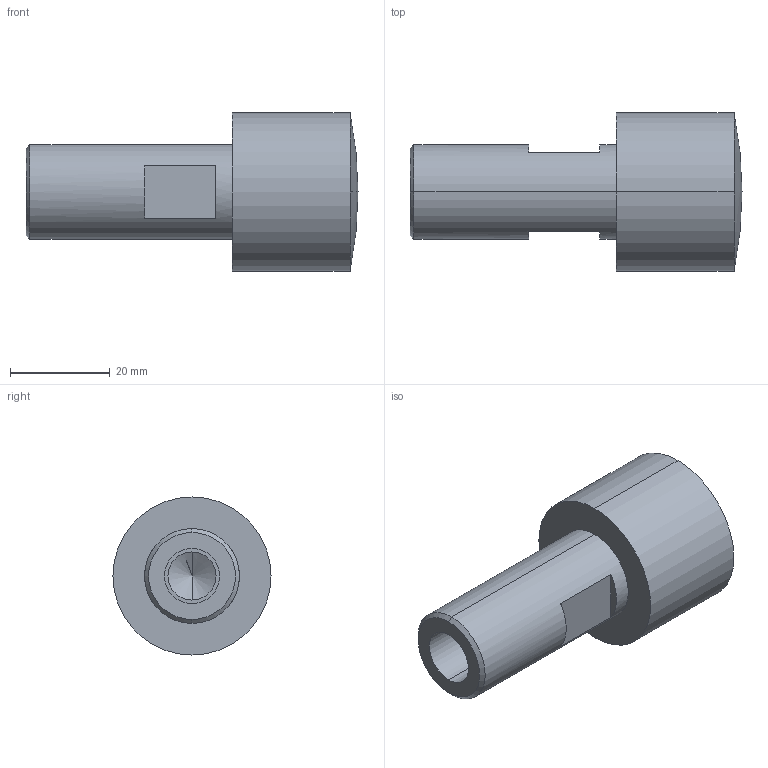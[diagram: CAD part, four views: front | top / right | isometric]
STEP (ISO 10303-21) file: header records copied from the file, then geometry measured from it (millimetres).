
FILE_DESCRIPTION((''),'2;1');
FILE_NAME('E161','2000-06-30T12:01:08',(''),(''),'AutoCAD STEP 2000','AutoCAD 2000',', , ');
FILE_SCHEMA(('CONFIG_CONTROL_DESIGN'));
Length unit declared in the file: inch
Bounding box: 66.67 x 31.75 x 31.75 mm (x, y, z)
Volume: 28052.9 mm3; surface area: 7422.4 mm2
Topology: 1 solids, 1 shells, 23 faces, 47 edges, 29 vertices
Faces by surface type: cylinder 8, plane 6, cone 4, bspline 3, sphere 2
Entity records: 699 total; most frequent: DIRECTION 112, CARTESIAN_POINT 107, ORIENTED_EDGE 90, AXIS2_PLACEMENT_3D 46, EDGE_CURVE 45, VERTEX_POINT 29, EDGE_LOOP 28, CIRCLE 25
